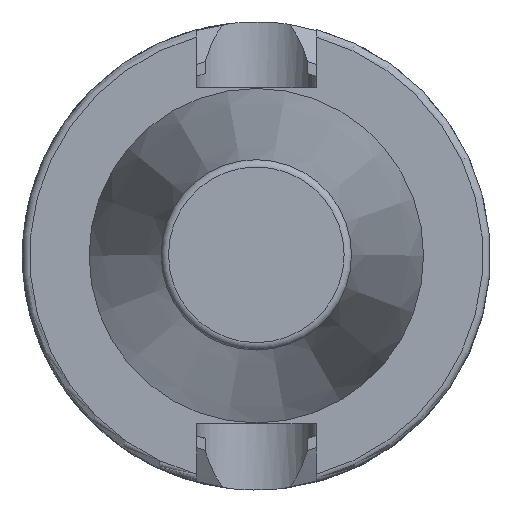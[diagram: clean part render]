
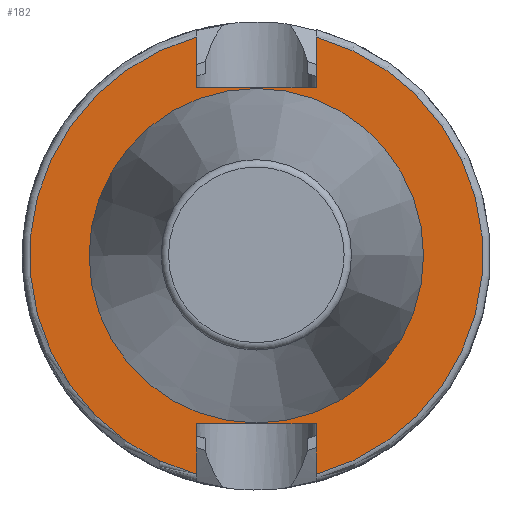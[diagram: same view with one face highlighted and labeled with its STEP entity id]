
A CAD part, top view. The second image highlights one B-rep face of the part: STEP entity #182.
In plain terms, the highlighted planar face has unit normal (0, 0, 1).
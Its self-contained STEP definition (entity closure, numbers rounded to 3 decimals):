
#94=FACE_BOUND('',#286,.T.);
#95=FACE_BOUND('',#287,.T.);
#182=ADVANCED_FACE('',(#94,#95),#223,.T.);
#223=PLANE('',#892);
#286=EDGE_LOOP('',(#460,#461,#462,#463,#464,#465,#466,#467));
#287=EDGE_LOOP('',(#468));
#362=CIRCLE('',#888,30.5);
#363=CIRCLE('',#890,30.5);
#364=CIRCLE('',#891,22.517);
#460=ORIENTED_EDGE('',*,*,#705,.F.);
#461=ORIENTED_EDGE('',*,*,#706,.T.);
#462=ORIENTED_EDGE('',*,*,#707,.T.);
#463=ORIENTED_EDGE('',*,*,#708,.T.);
#464=ORIENTED_EDGE('',*,*,#709,.F.);
#465=ORIENTED_EDGE('',*,*,#710,.T.);
#466=ORIENTED_EDGE('',*,*,#661,.T.);
#467=ORIENTED_EDGE('',*,*,#670,.T.);
#468=ORIENTED_EDGE('',*,*,#711,.F.);
#586=VERTEX_POINT('',#1209);
#587=VERTEX_POINT('',#1210);
#595=VERTEX_POINT('',#1244);
#622=VERTEX_POINT('',#1360);
#623=VERTEX_POINT('',#1364);
#624=VERTEX_POINT('',#1366);
#625=VERTEX_POINT('',#1368);
#626=VERTEX_POINT('',#1370);
#627=VERTEX_POINT('',#1373);
#661=EDGE_CURVE('',#586,#587,#758,.T.);
#670=EDGE_CURVE('',#587,#595,#764,.T.);
#705=EDGE_CURVE('',#622,#595,#362,.T.);
#706=EDGE_CURVE('',#622,#623,#773,.T.);
#707=EDGE_CURVE('',#623,#624,#774,.T.);
#708=EDGE_CURVE('',#624,#625,#775,.T.);
#709=EDGE_CURVE('',#626,#625,#363,.T.);
#710=EDGE_CURVE('',#626,#586,#776,.T.);
#711=EDGE_CURVE('',#627,#627,#364,.T.);
#758=LINE('',#1208,#788);
#764=LINE('',#1245,#794);
#773=LINE('',#1363,#803);
#774=LINE('',#1365,#804);
#775=LINE('',#1367,#805);
#776=LINE('',#1371,#806);
#788=VECTOR('',#963,1.);
#794=VECTOR('',#973,1.);
#803=VECTOR('',#1056,1.);
#804=VECTOR('',#1057,1.);
#805=VECTOR('',#1058,1.);
#806=VECTOR('',#1061,1.);
#888=AXIS2_PLACEMENT_3D('',#1361,#1052,#1053);
#890=AXIS2_PLACEMENT_3D('',#1369,#1059,#1060);
#891=AXIS2_PLACEMENT_3D('',#1372,#1062,#1063);
#892=AXIS2_PLACEMENT_3D('',#1374,#1064,#1065);
#963=DIRECTION('',(1.,0.,0.));
#973=DIRECTION('',(0.,-1.,0.));
#1052=DIRECTION('',(0.,0.,-1.));
#1053=DIRECTION('',(-1.,0.,0.));
#1056=DIRECTION('',(0.,-1.,0.));
#1057=DIRECTION('',(-1.,0.,0.));
#1058=DIRECTION('',(0.,1.,0.));
#1059=DIRECTION('',(0.,0.,-1.));
#1060=DIRECTION('',(-1.,0.,0.));
#1061=DIRECTION('',(0.,1.,0.));
#1062=DIRECTION('',(0.,0.,1.));
#1063=DIRECTION('',(1.,0.,0.));
#1064=DIRECTION('',(0.,0.,1.));
#1065=DIRECTION('',(1.,0.,0.));
#1208=CARTESIAN_POINT('',(0.,-22.6,-2.));
#1209=CARTESIAN_POINT('',(-8.05,-22.6,-2.));
#1210=CARTESIAN_POINT('',(8.05,-22.6,-2.));
#1244=CARTESIAN_POINT('',(8.05,-29.418,-2.));
#1245=CARTESIAN_POINT('',(8.05,3.95,-2.));
#1360=CARTESIAN_POINT('',(8.05,29.418,-2.));
#1361=CARTESIAN_POINT('',(0.,0.,-2.));
#1363=CARTESIAN_POINT('',(8.05,26.55,-2.));
#1364=CARTESIAN_POINT('',(8.05,22.6,-2.));
#1365=CARTESIAN_POINT('',(0.,22.6,-2.));
#1366=CARTESIAN_POINT('',(-8.05,22.6,-2.));
#1367=CARTESIAN_POINT('',(-8.05,26.55,-2.));
#1368=CARTESIAN_POINT('',(-8.05,29.418,-2.));
#1369=CARTESIAN_POINT('',(0.,0.,-2.));
#1370=CARTESIAN_POINT('',(-8.05,-29.418,-2.));
#1371=CARTESIAN_POINT('',(-8.05,3.95,-2.));
#1372=CARTESIAN_POINT('',(0.,0.,-2.));
#1373=CARTESIAN_POINT('',(22.517,0.,-2.));
#1374=CARTESIAN_POINT('',(0.,30.5,-2.));
